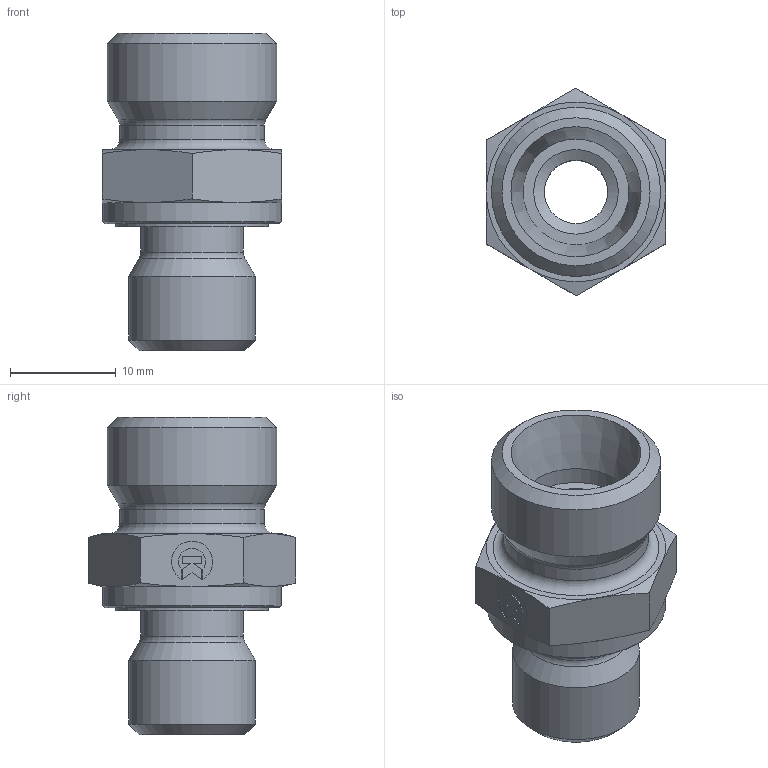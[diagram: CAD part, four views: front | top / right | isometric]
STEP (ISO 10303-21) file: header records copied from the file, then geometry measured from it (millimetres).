
FILE_DESCRIPTION((''),'2;1');
FILE_NAME('094101216.stp','2014-07-29T15:57:23',(''),('KNOMI spol. s r. o.'),'Autodesk Inventor 2012','Autodesk Inventor 2012','');
FILE_SCHEMA(('AUTOMOTIVE_DESIGN { 1 2 10303 214 0 1 1 1 }'));
Length unit declared in the file: millimetre
Products named in the file (3): PHEM2 10LM12  M12x1.5/M16x1; 095 10 1216; 609121200
Assembly tree (2 placements, depth 2):
  PHEM2 10LM12  M12x1.5/M16x1
    095 10 1216
    609121200
Bounding box: 17.01 x 19.63 x 30 mm (x, y, z)
Volume: 3571.9 mm3; surface area: 2800.3 mm2
Topology: 2 solids, 2 shells, 92 faces, 213 edges, 134 vertices
Faces by surface type: plane 45, cone 28, cylinder 14, torus 5
Full cylindrical faces by diameter (mm): 6 x1, 9.7 x1, 9.8 x1, 10 x1, 12 x1, 13.7 x1, 14.4 x1, 14.5 x1, 16 x1, 16.9 x1
Entity records: 2598 total; most frequent: CARTESIAN_POINT 485, DIRECTION 402, ORIENTED_EDGE 370, EDGE_CURVE 185, AXIS2_PLACEMENT_3D 156, VERTEX_POINT 131, EDGE_LOOP 130, FACE_OUTER_BOUND 92
